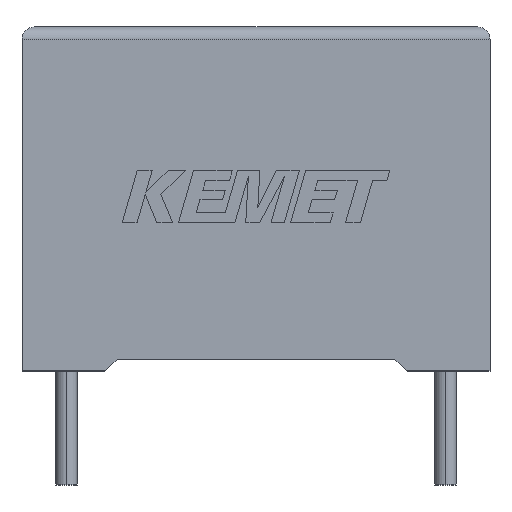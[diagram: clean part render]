
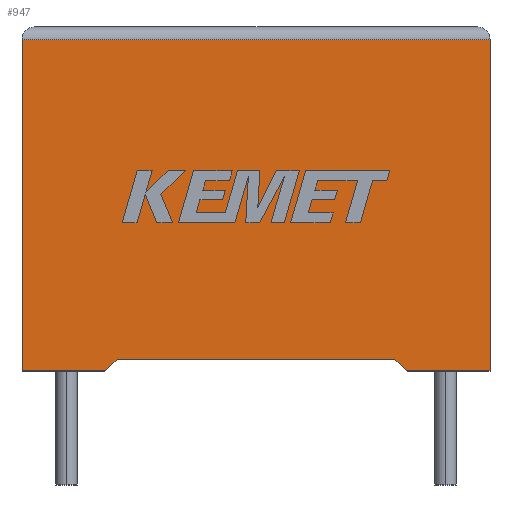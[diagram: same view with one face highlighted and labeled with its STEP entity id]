
A CAD part, top view. The second image highlights one B-rep face of the part: STEP entity #947.
In plain terms, the highlighted planar face has unit normal (0, 0, 1).
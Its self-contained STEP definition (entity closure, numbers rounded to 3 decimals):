
#85 = ORIENTED_EDGE ( 'NONE', *, *, #2417, .T. ) ;
#108 = EDGE_CURVE ( 'NONE', #1898, #2908, #168, .T. ) ;
#118 = CARTESIAN_POINT ( 'NONE',  ( 15.25, 0., 7.7 ) ) ;
#165 = CARTESIAN_POINT ( 'NONE',  ( 0., 13.1, 7.7 ) ) ;
#168 = LINE ( 'NONE', #2975, #1395 ) ;
#179 = ORIENTED_EDGE ( 'NONE', *, *, #1234, .T. ) ;
#299 = CARTESIAN_POINT ( 'NONE',  ( 3.764, 0.469, 7.7 ) ) ;
#302 = CARTESIAN_POINT ( 'NONE',  ( 18.5, 13.1, 7.7 ) ) ;
#323 = CARTESIAN_POINT ( 'NONE',  ( 18.5, 0., 7.7 ) ) ;
#347 = ORIENTED_EDGE ( 'NONE', *, *, #2409, .T. ) ;
#349 = DIRECTION ( 'NONE',  ( 0.739, -0.674, 0. ) ) ;
#379 = VERTEX_POINT ( 'NONE', #165 ) ;
#395 = DIRECTION ( 'NONE',  ( -1., 0., 0. ) ) ;
#483 = DIRECTION ( 'NONE',  ( 0., 1., 0. ) ) ;
#585 = VERTEX_POINT ( 'NONE', #942 ) ;
#602 = VERTEX_POINT ( 'NONE', #302 ) ;
#639 = LINE ( 'NONE', #1363, #1252 ) ;
#680 = CARTESIAN_POINT ( 'NONE',  ( 9.25, 0.469, 7.7 ) ) ;
#689 = LINE ( 'NONE', #2912, #1799 ) ;
#815 = LINE ( 'NONE', #118, #951 ) ;
#843 = CARTESIAN_POINT ( 'NONE',  ( 0., 0., 7.7 ) ) ;
#886 = LINE ( 'NONE', #1382, #2313 ) ;
#942 = CARTESIAN_POINT ( 'NONE',  ( 0., 0., 7.7 ) ) ;
#947 = ADVANCED_FACE ( 'NONE', ( #1920 ), #1438, .F. ) ;
#951 = VECTOR ( 'NONE', #349, 1000. ) ;
#957 = ORIENTED_EDGE ( 'NONE', *, *, #2619, .T. ) ;
#1037 = CARTESIAN_POINT ( 'NONE',  ( 14.736, 0.469, 7.7 ) ) ;
#1148 = DIRECTION ( 'NONE',  ( 1., 0., 0. ) ) ;
#1206 = DIRECTION ( 'NONE',  ( -1., 0., 0. ) ) ;
#1234 = EDGE_CURVE ( 'NONE', #602, #379, #689, .T. ) ;
#1252 = VECTOR ( 'NONE', #2330, 1000. ) ;
#1363 = CARTESIAN_POINT ( 'NONE',  ( 0., 0., 7.7 ) ) ;
#1368 = VERTEX_POINT ( 'NONE', #1037 ) ;
#1382 = CARTESIAN_POINT ( 'NONE',  ( 0., 0., 7.7 ) ) ;
#1395 = VECTOR ( 'NONE', #1804, 1000. ) ;
#1418 = LINE ( 'NONE', #680, #2181 ) ;
#1435 = VERTEX_POINT ( 'NONE', #2615 ) ;
#1438 = PLANE ( 'NONE',  #1872 ) ;
#1551 = EDGE_LOOP ( 'NONE', ( #347, #179, #2853, #2357, #1631, #2335, #85, #957 ) ) ;
#1631 = ORIENTED_EDGE ( 'NONE', *, *, #108, .F. ) ;
#1799 = VECTOR ( 'NONE', #2621, 1000. ) ;
#1804 = DIRECTION ( 'NONE',  ( -0.739, -0.674, 0. ) ) ;
#1872 = AXIS2_PLACEMENT_3D ( 'NONE', #2886, #2630, #1206 ) ;
#1890 = CARTESIAN_POINT ( 'NONE',  ( 3.25, 0., 7.7 ) ) ;
#1891 = EDGE_CURVE ( 'NONE', #585, #2908, #886, .T. ) ;
#1898 = VERTEX_POINT ( 'NONE', #299 ) ;
#1918 = LINE ( 'NONE', #2856, #1927 ) ;
#1920 = FACE_OUTER_BOUND ( 'NONE', #1551, .T. ) ;
#1927 = VECTOR ( 'NONE', #483, 1000. ) ;
#2064 = LINE ( 'NONE', #843, #2182 ) ;
#2101 = VERTEX_POINT ( 'NONE', #323 ) ;
#2146 = DIRECTION ( 'NONE',  ( 0., -1., 0. ) ) ;
#2181 = VECTOR ( 'NONE', #395, 1000. ) ;
#2182 = VECTOR ( 'NONE', #2146, 1000. ) ;
#2313 = VECTOR ( 'NONE', #1148, 1000. ) ;
#2330 = DIRECTION ( 'NONE',  ( 1., 0., 0. ) ) ;
#2335 = ORIENTED_EDGE ( 'NONE', *, *, #2871, .F. ) ;
#2357 = ORIENTED_EDGE ( 'NONE', *, *, #1891, .T. ) ;
#2409 = EDGE_CURVE ( 'NONE', #2101, #602, #1918, .T. ) ;
#2417 = EDGE_CURVE ( 'NONE', #1368, #1435, #815, .T. ) ;
#2615 = CARTESIAN_POINT ( 'NONE',  ( 15.25, 0., 7.7 ) ) ;
#2619 = EDGE_CURVE ( 'NONE', #1435, #2101, #639, .T. ) ;
#2621 = DIRECTION ( 'NONE',  ( -1., 0., 0. ) ) ;
#2630 = DIRECTION ( 'NONE',  ( 0., 0., -1. ) ) ;
#2853 = ORIENTED_EDGE ( 'NONE', *, *, #2910, .T. ) ;
#2856 = CARTESIAN_POINT ( 'NONE',  ( 18.5, 0., 7.7 ) ) ;
#2871 = EDGE_CURVE ( 'NONE', #1368, #1898, #1418, .T. ) ;
#2886 = CARTESIAN_POINT ( 'NONE',  ( 0., 0., 7.7 ) ) ;
#2908 = VERTEX_POINT ( 'NONE', #1890 ) ;
#2910 = EDGE_CURVE ( 'NONE', #379, #585, #2064, .T. ) ;
#2912 = CARTESIAN_POINT ( 'NONE',  ( 0., 13.1, 7.7 ) ) ;
#2975 = CARTESIAN_POINT ( 'NONE',  ( 3.25, 0., 7.7 ) ) ;
